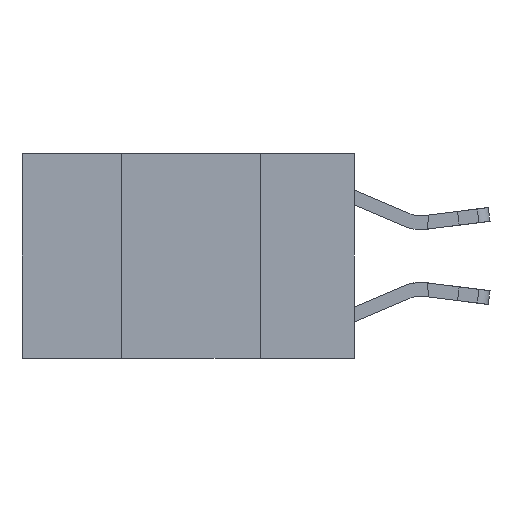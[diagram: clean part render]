
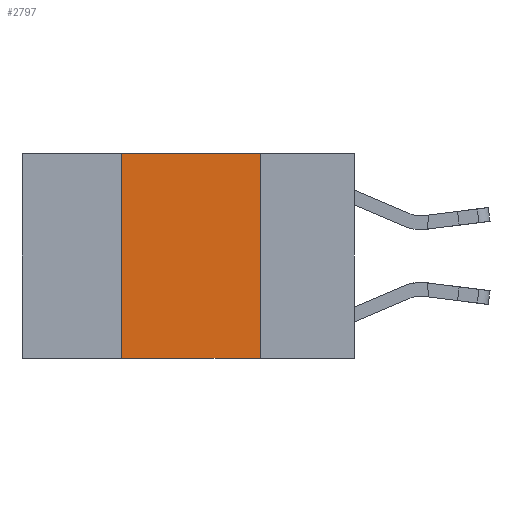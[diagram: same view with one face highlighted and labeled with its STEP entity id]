
A CAD part, left-side view. The second image highlights one B-rep face of the part: STEP entity #2797.
In plain terms, the highlighted planar face has unit normal (-1, 0, 0).
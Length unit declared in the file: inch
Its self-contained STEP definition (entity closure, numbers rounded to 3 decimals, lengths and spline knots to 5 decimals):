
#1016 = EDGE_CURVE ( 'NONE', #2756, #14044, #9174, .T. ) ;
#1429 = VERTEX_POINT ( 'NONE', #8670 ) ;
#1949 = AXIS2_PLACEMENT_3D ( 'NONE', #10447, #14430, #4807 ) ;
#2363 = ORIENTED_EDGE ( 'NONE', *, *, #9694, .F. ) ;
#2756 = VERTEX_POINT ( 'NONE', #4322 ) ;
#2772 = EDGE_CURVE ( 'NONE', #1429, #14044, #23439, .T. ) ;
#2797 = ADVANCED_FACE ( 'NONE', ( #24386 ), #22042, .F. ) ;
#4322 = CARTESIAN_POINT ( 'NONE',  ( 0., 0.17, 0. ) ) ;
#4444 = DIRECTION ( 'NONE',  ( 0., -1., 0. ) ) ;
#4534 = EDGE_CURVE ( 'NONE', #1429, #12297, #12049, .T. ) ;
#4807 = DIRECTION ( 'NONE',  ( 0., 0., -1. ) ) ;
#6295 = CARTESIAN_POINT ( 'NONE',  ( 0., 0.42, 0. ) ) ;
#6335 = VECTOR ( 'NONE', #4444, 39.37008 ) ;
#8670 = CARTESIAN_POINT ( 'NONE',  ( 0., 0.42, -0.37 ) ) ;
#9174 = LINE ( 'NONE', #16417, #13409 ) ;
#9694 = EDGE_CURVE ( 'NONE', #12297, #2756, #12605, .T. ) ;
#10202 = ORIENTED_EDGE ( 'NONE', *, *, #2772, .T. ) ;
#10447 = CARTESIAN_POINT ( 'NONE',  ( 0., 0.6, 0. ) ) ;
#10528 = ORIENTED_EDGE ( 'NONE', *, *, #1016, .F. ) ;
#12049 = LINE ( 'NONE', #6295, #13320 ) ;
#12297 = VERTEX_POINT ( 'NONE', #13004 ) ;
#12605 = LINE ( 'NONE', #20318, #15400 ) ;
#13004 = CARTESIAN_POINT ( 'NONE',  ( 0., 0.42, 0. ) ) ;
#13320 = VECTOR ( 'NONE', #13925, 39.37008 ) ;
#13409 = VECTOR ( 'NONE', #24287, 39.37008 ) ;
#13925 = DIRECTION ( 'NONE',  ( 0., 0., 1. ) ) ;
#14044 = VERTEX_POINT ( 'NONE', #22611 ) ;
#14430 = DIRECTION ( 'NONE',  ( 1., 0., 0. ) ) ;
#15101 = EDGE_LOOP ( 'NONE', ( #10528, #2363, #16034, #10202 ) ) ;
#15400 = VECTOR ( 'NONE', #20207, 39.37008 ) ;
#16034 = ORIENTED_EDGE ( 'NONE', *, *, #4534, .F. ) ;
#16417 = CARTESIAN_POINT ( 'NONE',  ( 0., 0.17, 0. ) ) ;
#20207 = DIRECTION ( 'NONE',  ( 0., -1., 0. ) ) ;
#20318 = CARTESIAN_POINT ( 'NONE',  ( 0., 0.6, 0. ) ) ;
#21548 = CARTESIAN_POINT ( 'NONE',  ( 0., 0.6, -0.37 ) ) ;
#22042 = PLANE ( 'NONE',  #1949 ) ;
#22611 = CARTESIAN_POINT ( 'NONE',  ( 0., 0.17, -0.37 ) ) ;
#23439 = LINE ( 'NONE', #21548, #6335 ) ;
#24287 = DIRECTION ( 'NONE',  ( 0., 0., -1. ) ) ;
#24386 = FACE_OUTER_BOUND ( 'NONE', #15101, .T. ) ;
